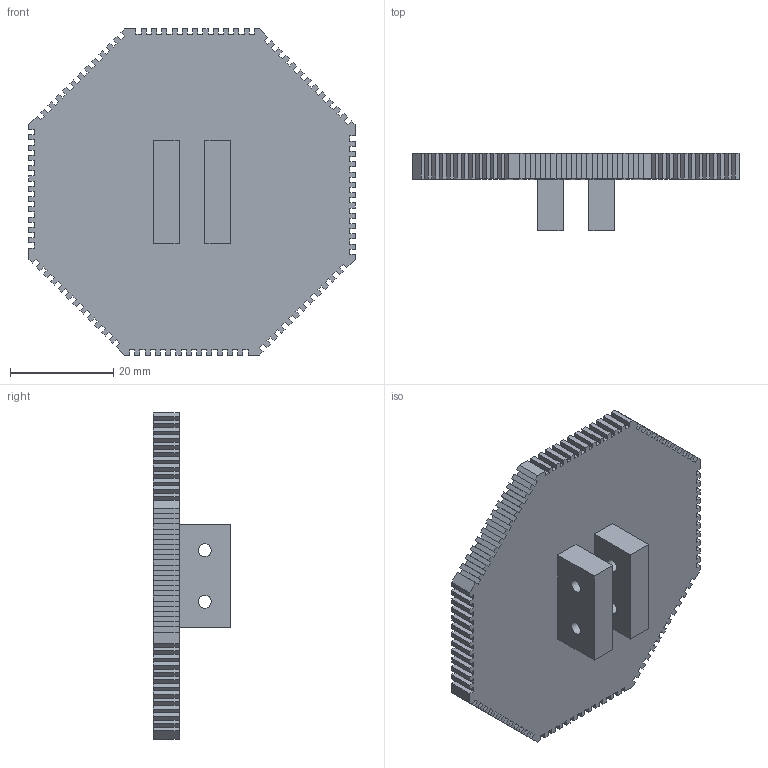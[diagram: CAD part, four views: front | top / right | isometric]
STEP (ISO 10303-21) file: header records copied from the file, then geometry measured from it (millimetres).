
FILE_DESCRIPTION(/* description */ (''),/* implementation_level */ '2;1');
FILE_NAME(/* name */ 'pla_1layer(Z_0 최하단).stp',/* time_stamp */ '2023-04-21T16:59:04+09:00',/* author */ ('didtk'),/* organization */ (''),/* preprocessor_version */ 'ST-DEVELOPER v19',/* originating_system */ 'Autodesk Inventor 2023',/* authorisation */ '');
FILE_SCHEMA (('AUTOMOTIVE_DESIGN { 1 0 10303 214 3 1 1 }'));
Length unit declared in the file: millimetre
Products named in the file (1): pla
Bounding box: 63.34 x 15 x 63.34 mm (x, y, z)
Volume: 18037.9 mm3; surface area: 9581.6 mm2
Topology: 1 solids, 1 shells, 408 faces, 1212 edges, 808 vertices
Faces by surface type: plane 404, cylinder 4
Full cylindrical faces by diameter (mm): 2.5 x4
Entity records: 13443 total; most frequent: CARTESIAN_POINT 2429, ORIENTED_EDGE 2424, DIRECTION 2038, EDGE_CURVE 1212, LINE 1204, VECTOR 1204, VERTEX_POINT 808, EDGE_LOOP 418
